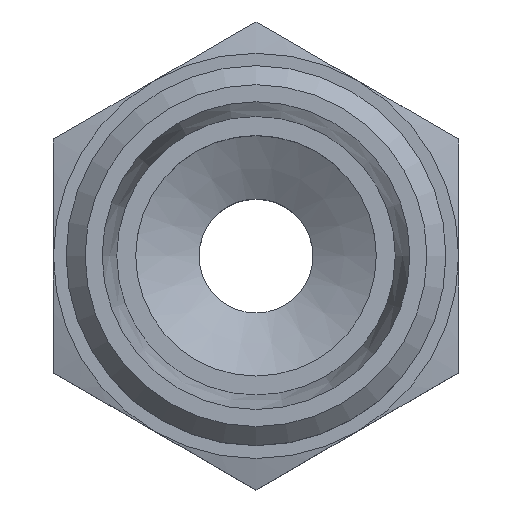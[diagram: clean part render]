
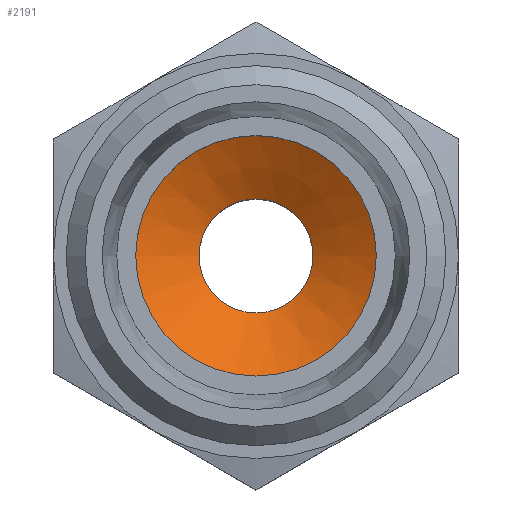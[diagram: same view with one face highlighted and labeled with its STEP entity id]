
A CAD part, top view. The second image highlights one B-rep face of the part: STEP entity #2191.
In plain terms, the highlighted conical face has half-angle 60 degrees and reference radius 4.75 mm.
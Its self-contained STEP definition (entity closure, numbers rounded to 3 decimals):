
#2027=CARTESIAN_POINT('',(4.5,0.,17.613));
#2028=VERTEX_POINT('',#2027);
#2029=CARTESIAN_POINT('',(0.0,0.0,17.613));
#2030=DIRECTION('',(0.0,0.0,1.0));
#2031=DIRECTION('',(-1.0,0.0,0.0));
#2032=AXIS2_PLACEMENT_3D('',#2029,#2030,#2031);
#2033=CIRCLE('',#2032,4.5);
#2034=EDGE_CURVE('',#2028,#2028,#2033,.T.);
#2172=CARTESIAN_POINT('',(0.0,0.0,17.758));
#2173=DIRECTION('',(0.0,0.0,1.0));
#2174=DIRECTION('',(1.0,0.0,0.0));
#2175=AXIS2_PLACEMENT_3D('',#2172,#2173,#2174);
#2176=CONICAL_SURFACE('',#2175,4.75,60.);
#2177=ORIENTED_EDGE('',*,*,#2034,.F.);
#2178=EDGE_LOOP('',(#2177));
#2179=FACE_OUTER_BOUND('',#2178,.T.);
#2180=CARTESIAN_POINT('',(9.5,0.0,20.5));
#2181=VERTEX_POINT('',#2180);
#2182=CARTESIAN_POINT('',(0.0,0.0,20.5));
#2183=DIRECTION('',(0.0,0.0,1.0));
#2184=DIRECTION('',(1.0,0.0,0.0));
#2185=AXIS2_PLACEMENT_3D('',#2182,#2183,#2184);
#2186=CIRCLE('',#2185,9.5);
#2187=EDGE_CURVE('',#2181,#2181,#2186,.T.);
#2188=ORIENTED_EDGE('',*,*,#2187,.T.);
#2189=EDGE_LOOP('',(#2188));
#2190=FACE_BOUND('',#2189,.T.);
#2191=ADVANCED_FACE('',(#2179,#2190),#2176,.F.);
